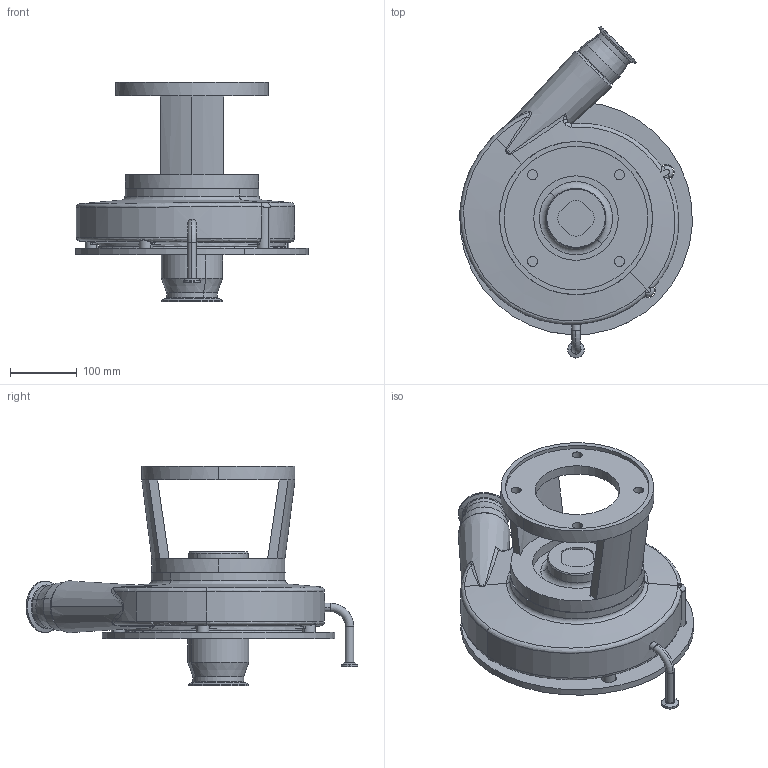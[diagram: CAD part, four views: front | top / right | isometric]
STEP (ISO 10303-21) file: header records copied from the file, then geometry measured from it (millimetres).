
FILE_DESCRIPTION (( 'STEP AP214' ), '1' );
FILE_NAME ('FPR 3551-3552 180-250TC 45L 1-2 IN ELBOW FRONT DRAIN.STEP', '2022-12-28T20:38:04', ( '' ), ( '' ), 'SwSTEP 2.0', 'SolidWorks 2021', '' );
FILE_SCHEMA (( 'AUTOMOTIVE_DESIGN' ));
Length unit declared in the file: millimetre
Products named in the file (1): FPR 3551-3552 180-250TC 45L 1-2 IN ELBOW FRONT DRAIN
Bounding box: 349.52 x 498.69 x 330.5 mm (x, y, z)
Volume: 7099766.3 mm3; surface area: 737797.1 mm2
Topology: 1 solids, 7 shells, 397 faces, 965 edges, 585 vertices
Faces by surface type: cylinder 158, plane 69, cone 66, torus 64, bspline 34, sphere 6
Entity records: 16254 total; most frequent: CARTESIAN_POINT 7109, DIRECTION 1957, ORIENTED_EDGE 1892, EDGE_CURVE 946, AXIS2_PLACEMENT_3D 843, VERTEX_POINT 585, CIRCLE 479, EDGE_LOOP 447
